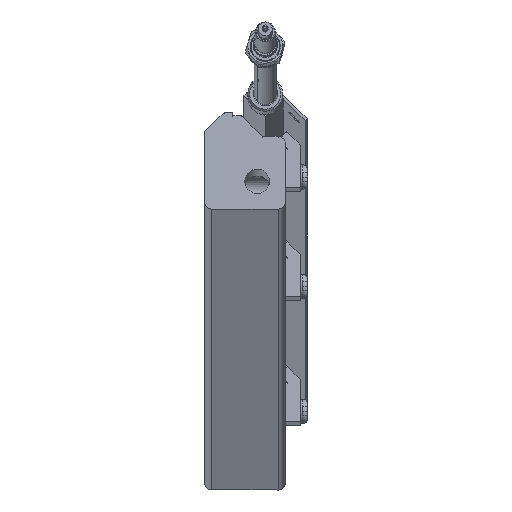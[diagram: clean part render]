
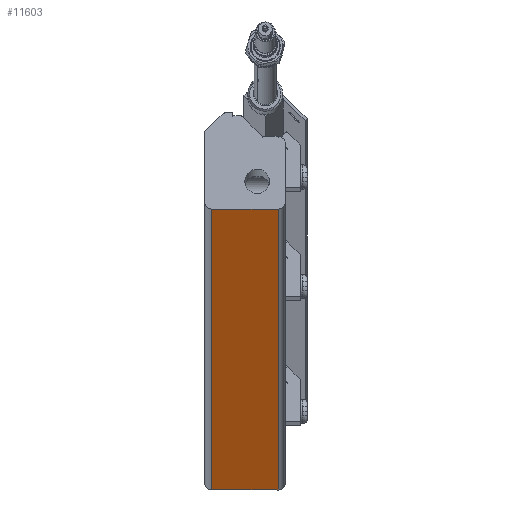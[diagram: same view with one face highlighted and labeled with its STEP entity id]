
A CAD part, top view. The second image highlights one B-rep face of the part: STEP entity #11603.
In plain terms, the highlighted planar face has unit normal (0, -0.99, 0.138).
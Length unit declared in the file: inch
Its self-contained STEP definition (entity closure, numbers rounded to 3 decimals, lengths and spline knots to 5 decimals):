
#1230=FACE_OUTER_BOUND('',#1955,.T.);
#1955=EDGE_LOOP('',(#8882,#8883,#8884,#8885));
#3331=LINE('',#19508,#4105);
#3344=LINE('',#19541,#4118);
#3356=LINE('',#19568,#4130);
#3357=LINE('',#19570,#4131);
#4105=VECTOR('',#15093,0.3937);
#4118=VECTOR('',#15114,0.3937);
#4130=VECTOR('',#15138,0.3937);
#4131=VECTOR('',#15141,0.3937);
#5092=VERTEX_POINT('',#19505);
#5093=VERTEX_POINT('',#19507);
#5108=VERTEX_POINT('',#19538);
#5109=VERTEX_POINT('',#19540);
#6445=EDGE_CURVE('',#5093,#5092,#3331,.T.);
#6461=EDGE_CURVE('',#5108,#5109,#3344,.T.);
#6476=EDGE_CURVE('',#5109,#5092,#3356,.T.);
#6477=EDGE_CURVE('',#5108,#5093,#3357,.T.);
#8882=ORIENTED_EDGE('',*,*,#6445,.T.);
#8883=ORIENTED_EDGE('',*,*,#6476,.F.);
#8884=ORIENTED_EDGE('',*,*,#6461,.F.);
#8885=ORIENTED_EDGE('',*,*,#6477,.T.);
#10353=PLANE('',#12643);
#11603=ADVANCED_FACE('',(#1230),#10353,.T.);
#12643=AXIS2_PLACEMENT_3D('',#19569,#15139,#15140);
#15093=DIRECTION('',(1.,0.,0.));
#15114=DIRECTION('',(1.,0.,0.));
#15138=DIRECTION('',(0.,-0.138,-0.99));
#15139=DIRECTION('center_axis',(0.,-0.99,
0.138));
#15140=DIRECTION('ref_axis',(0.,-0.138,-0.99));
#15141=DIRECTION('',(0.,-0.138,-0.99));
#19505=CARTESIAN_POINT('',(0.24484,-3.80624,-17.71958));
#19507=CARTESIAN_POINT('',(-0.94266,-3.80624,-17.71958));
#19508=CARTESIAN_POINT('',(-0.94266,-3.80624,-17.71958));
#19538=CARTESIAN_POINT('',(-0.94266,1.16223,17.93592));
#19540=CARTESIAN_POINT('',(0.24484,1.16223,17.93592));
#19541=CARTESIAN_POINT('',(-0.94266,1.16223,17.93592));
#19568=CARTESIAN_POINT('',(0.24484,1.16223,17.93592));
#19569=CARTESIAN_POINT('Origin',(-0.56766,1.16223,17.93592));
#19570=CARTESIAN_POINT('',(-0.94266,1.16223,17.93592));
